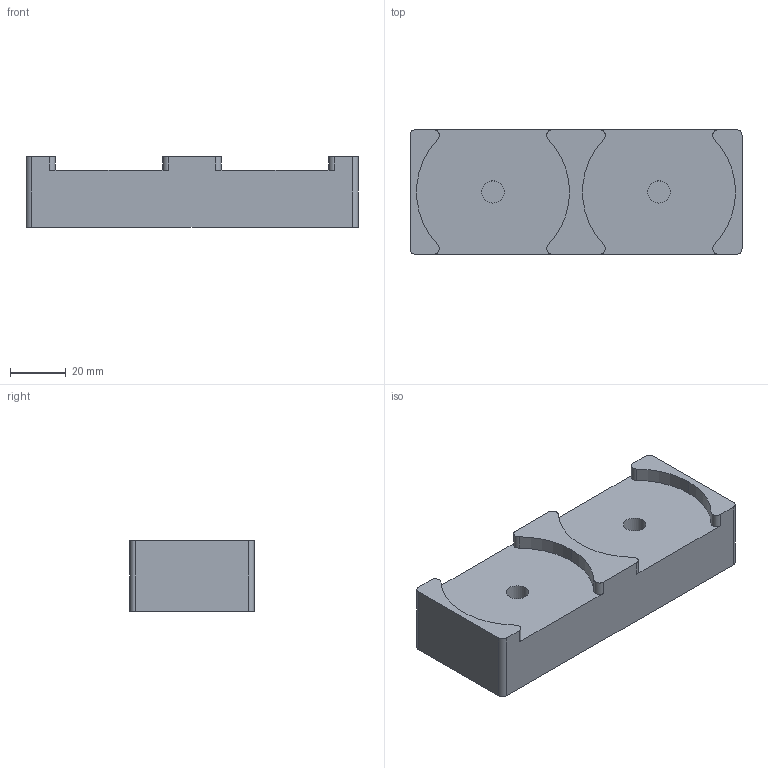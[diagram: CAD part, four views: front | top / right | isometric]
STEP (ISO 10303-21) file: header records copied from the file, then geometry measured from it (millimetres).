
FILE_DESCRIPTION(('FreeCAD Model'),'2;1');
FILE_NAME( 'v3Dual_HobShaftPressJig_v0.step', '2017-08-31T15:17:28',('Author'),(''), 'Open CASCADE STEP processor 6.9','FreeCAD','Unknown');
FILE_SCHEMA(('AUTOMOTIVE_DESIGN { 1 0 10303 214 1 1 1 1 }'));
Length unit declared in the file: millimetre
Products named in the file (1): Fillet
Bounding box: 119.35 x 44.75 x 25.5 mm (x, y, z)
Volume: 112391 mm3; surface area: 20107.2 mm2
Topology: 1 solids, 1 shells, 32 faces, 92 edges, 64 vertices
Faces by surface type: cylinder 20, plane 12
Full cylindrical faces by diameter (mm): 8.05 x2
Entity records: 2325 total; most frequent: CARTESIAN_POINT 453, DIRECTION 362, LINE 188, VECTOR 188, ORIENTED_EDGE 184, PCURVE 184, DEFINITIONAL_REPRESENTATION 184, EDGE_CURVE 92
